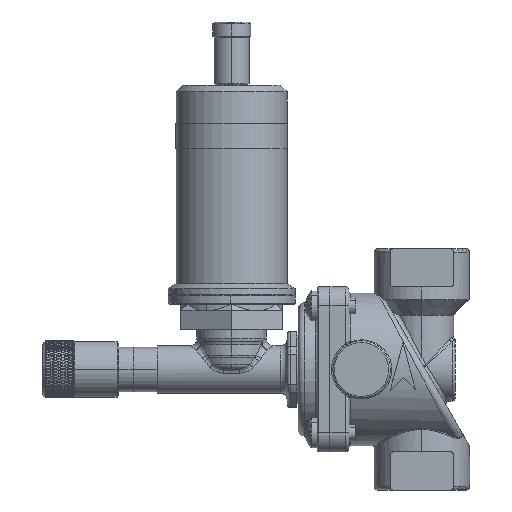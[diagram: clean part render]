
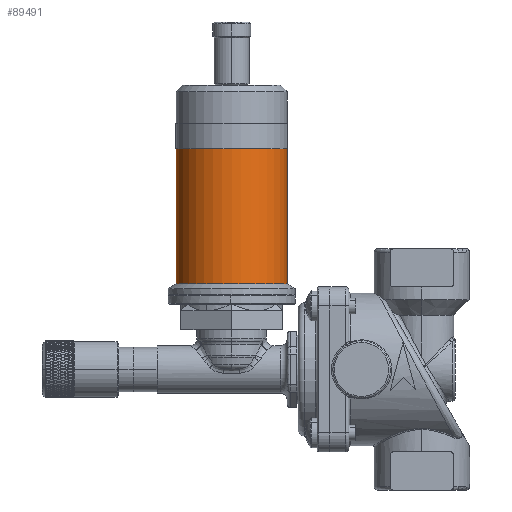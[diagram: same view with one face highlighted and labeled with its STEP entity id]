
A CAD part, left-side view. The second image highlights one B-rep face of the part: STEP entity #89491.
In plain terms, the highlighted cylindrical face has radius 17.5 mm (diameter 35 mm), a partial arc.
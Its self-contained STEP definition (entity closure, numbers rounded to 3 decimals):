
#490 = EDGE_CURVE ( 'NONE', #79158, #88112, #51519, .T. ) ;
#2185 = FACE_OUTER_BOUND ( 'NONE', #29869, .T. ) ;
#7764 = EDGE_CURVE ( 'NONE', #51880, #60040, #47837, .T. ) ;
#8213 = DIRECTION ( 'NONE',  ( 0., 0., -1. ) ) ;
#8487 = VECTOR ( 'NONE', #8213, 1000. ) ;
#11985 = DIRECTION ( 'NONE',  ( 0., 0., -1. ) ) ;
#13248 = CARTESIAN_POINT ( 'NONE',  ( 0., 48.5, 69.5 ) ) ;
#14376 = ORIENTED_EDGE ( 'NONE', *, *, #29551, .F. ) ;
#14681 = CARTESIAN_POINT ( 'NONE',  ( 0., 13.5, 23.5 ) ) ;
#15703 = CARTESIAN_POINT ( 'NONE',  ( 0., 31., 69.5 ) ) ;
#17046 = DIRECTION ( 'NONE',  ( 0., -1., 0. ) ) ;
#19830 = AXIS2_PLACEMENT_3D ( 'NONE', #24904, #11985, #53454 ) ;
#20391 = CARTESIAN_POINT ( 'NONE',  ( 0., 48.5, 26.943 ) ) ;
#21350 = CIRCLE ( 'NONE', #19830, 17.5 ) ;
#23353 = DIRECTION ( 'NONE',  ( 0., 0., -1. ) ) ;
#24904 = CARTESIAN_POINT ( 'NONE',  ( 0., 31., 26.943 ) ) ;
#29551 = EDGE_CURVE ( 'Defeature completata1_11+Defeature completata1_10+Defeature completata1_10+Defeature completata1_10', #88112, #60040, #21350, .T. ) ;
#29869 = EDGE_LOOP ( 'NONE', ( #79859, #88823, #14376, #70806 ) ) ;
#30529 = CARTESIAN_POINT ( 'NONE',  ( 0., 13.5, 69.5 ) ) ;
#34376 = CIRCLE ( 'NONE', #47627, 17.5 ) ;
#47627 = AXIS2_PLACEMENT_3D ( 'NONE', #15703, #87505, #17046 ) ;
#47837 = LINE ( 'NONE', #48313, #54665 ) ;
#48313 = CARTESIAN_POINT ( 'NONE',  ( 0., 48.5, 23.5 ) ) ;
#51519 = LINE ( 'NONE', #14681, #8487 ) ;
#51880 = VERTEX_POINT ( 'NONE', #13248 ) ;
#53454 = DIRECTION ( 'NONE',  ( 0., -1., 0. ) ) ;
#54665 = VECTOR ( 'NONE', #62561, 1000. ) ;
#58365 = CYLINDRICAL_SURFACE ( 'NONE', #86817, 17.5 ) ;
#60040 = VERTEX_POINT ( 'NONE', #20391 ) ;
#62561 = DIRECTION ( 'NONE',  ( 0., 0., -1. ) ) ;
#70806 = ORIENTED_EDGE ( 'NONE', *, *, #490, .F. ) ;
#71767 = EDGE_CURVE ( 'Defeature completata1_10+Defeature completata1_9+Defeature completata1_9+Defeature completata1_9', #79158, #51880, #34376, .T. ) ;
#79158 = VERTEX_POINT ( 'NONE', #30529 ) ;
#79859 = ORIENTED_EDGE ( 'NONE', *, *, #71767, .T. ) ;
#82770 = CARTESIAN_POINT ( 'NONE',  ( 0., 13.5, 26.943 ) ) ;
#86441 = CARTESIAN_POINT ( 'NONE',  ( 0., 31., 23.5 ) ) ;
#86817 = AXIS2_PLACEMENT_3D ( 'NONE', #86441, #23353, #89608 ) ;
#87505 = DIRECTION ( 'NONE',  ( 0., 0., -1. ) ) ;
#88112 = VERTEX_POINT ( 'NONE', #82770 ) ;
#88823 = ORIENTED_EDGE ( 'NONE', *, *, #7764, .T. ) ;
#89491 = ADVANCED_FACE ( 'Defeature completata1_10', ( #2185 ), #58365, .T. ) ;
#89608 = DIRECTION ( 'NONE',  ( 0., -1., 0. ) ) ;
